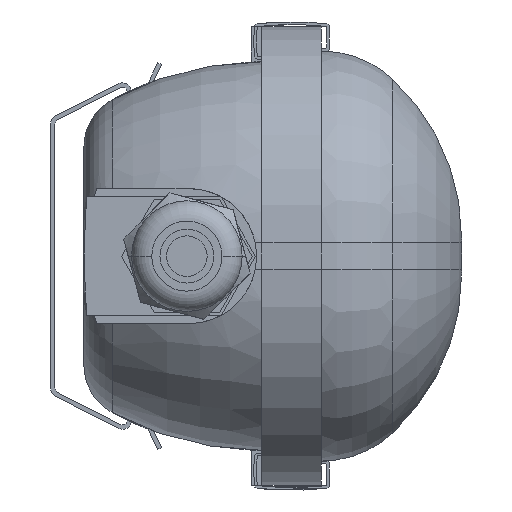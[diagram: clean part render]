
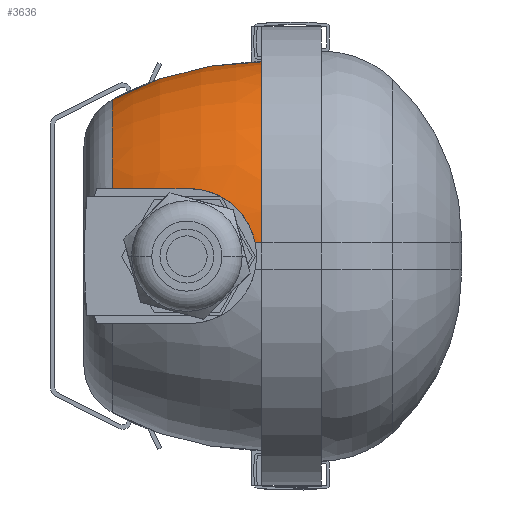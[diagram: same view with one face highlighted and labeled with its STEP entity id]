
A CAD part, left-side view. The second image highlights one B-rep face of the part: STEP entity #3636.
In plain terms, the highlighted toroidal (fillet/blend) face has major radius 24.981 mm and minor radius 58.481 mm.
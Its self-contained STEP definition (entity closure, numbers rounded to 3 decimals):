
#140 = FACE_OUTER_BOUND ( 'NONE', #10904, .T. ) ;
#1180 = DIRECTION ( 'NONE',  ( 0., -1., 0. ) ) ;
#1276 = CIRCLE ( 'NONE', #37170, 58.481 ) ;
#1512 = CARTESIAN_POINT ( 'NONE',  ( -742.982, 5.645, 7.723 ) ) ;
#1632 = CARTESIAN_POINT ( 'NONE',  ( -740.674, 14.079, 12.439 ) ) ;
#2221 = DIRECTION ( 'NONE',  ( 0., 0., 1. ) ) ;
#3421 = CARTESIAN_POINT ( 'NONE',  ( -739.05, 19.818, 12.5 ) ) ;
#3538 = DIRECTION ( 'NONE',  ( 0., -1., 0. ) ) ;
#3636 = ADVANCED_FACE ( 'NONE', ( #140 ), #8175, .T. ) ;
#3698 = CARTESIAN_POINT ( 'NONE',  ( -743.487, 3.253, 2.5 ) ) ;
#4484 = CARTESIAN_POINT ( 'NONE',  ( -734.541, 29.744, 12.5 ) ) ;
#4555 = CARTESIAN_POINT ( 'NONE',  ( -742.723, 6.599, 8.784 ) ) ;
#4690 = CARTESIAN_POINT ( 'NONE',  ( -740.314, 15.5, 12.5 ) ) ;
#6470 = CARTESIAN_POINT ( 'NONE',  ( -738.399, 21.638, 12.5 ) ) ;
#6633 = EDGE_CURVE ( 'NONE', #9624, #17479, #16898, .T. ) ;
#7177 = DIRECTION ( 'NONE',  ( 0., -1., 0. ) ) ;
#7580 = CARTESIAN_POINT ( 'NONE',  ( -742.504, 7.387, 9.516 ) ) ;
#8175 = TOROIDAL_SURFACE ( 'NONE', #19118, -24.981, 58.481 ) ;
#8289 = CARTESIAN_POINT ( 'NONE',  ( -743.5, 2., 2.5 ) ) ;
#9469 = DIRECTION ( 'NONE',  ( 0., 0., -1. ) ) ;
#9490 = CARTESIAN_POINT ( 'NONE',  ( -736.954, 25.236, 12.5 ) ) ;
#9624 = VERTEX_POINT ( 'NONE', #20575 ) ;
#10591 = CARTESIAN_POINT ( 'NONE',  ( -742.107, 8.805, 10.579 ) ) ;
#10757 = CARTESIAN_POINT ( 'NONE',  ( -685.019, 2., 2.5 ) ) ;
#10904 = EDGE_LOOP ( 'NONE', ( #24507, #30784, #18767, #19161, #20581, #28696 ) ) ;
#11290 = VERTEX_POINT ( 'NONE', #8289 ) ;
#12539 = CARTESIAN_POINT ( 'NONE',  ( -734.541, 29.744, 12.5 ) ) ;
#12718 = AXIS2_PLACEMENT_3D ( 'NONE', #25249, #7177, #28287 ) ;
#13294 = CARTESIAN_POINT ( 'NONE',  ( -710., 2., 36. ) ) ;
#13516 = CARTESIAN_POINT ( 'NONE',  ( -743.38, 4.004, 4.922 ) ) ;
#13642 = CARTESIAN_POINT ( 'NONE',  ( -741.762, 10.044, 11.252 ) ) ;
#13804 = DIRECTION ( 'NONE',  ( -1., 0., 0. ) ) ;
#15456 = CARTESIAN_POINT ( 'NONE',  ( -740.004, 16.741, 12.5 ) ) ;
#16493 = CIRCLE ( 'NONE', #12718, 33.5 ) ;
#16514 = VERTEX_POINT ( 'NONE', #13294 ) ;
#16559 = CARTESIAN_POINT ( 'NONE',  ( -743.276, 4.474, 5.9 ) ) ;
#16672 = CARTESIAN_POINT ( 'NONE',  ( -741.492, 11.021, 11.675 ) ) ;
#16898 = CIRCLE ( 'NONE', #18152, 26.5 ) ;
#17479 = VERTEX_POINT ( 'NONE', #4484 ) ;
#18152 = AXIS2_PLACEMENT_3D ( 'NONE', #19308, #1180, #22343 ) ;
#18767 = ORIENTED_EDGE ( 'NONE', *, *, #27108, .F. ) ;
#19118 = AXIS2_PLACEMENT_3D ( 'NONE', #24401, #3538, #9469 ) ;
#19161 = ORIENTED_EDGE ( 'NONE', *, *, #37957, .F. ) ;
#19308 = CARTESIAN_POINT ( 'NONE',  ( -710., 29.744, 2.5 ) ) ;
#19638 = CARTESIAN_POINT ( 'NONE',  ( -743.094, 5.219, 7.147 ) ) ;
#19758 = CARTESIAN_POINT ( 'NONE',  ( -741.037, 12.696, 12.202 ) ) ;
#20340 = DIRECTION ( 'NONE',  ( -1., 0., 0. ) ) ;
#20575 = CARTESIAN_POINT ( 'NONE',  ( -710., 29.744, 29. ) ) ;
#20581 = ORIENTED_EDGE ( 'NONE', *, *, #24980, .T. ) ;
#21544 = CARTESIAN_POINT ( 'NONE',  ( -739.649, 17.978, 12.5 ) ) ;
#22343 = DIRECTION ( 'NONE',  ( 0., 0., -1. ) ) ;
#22529 = CARTESIAN_POINT ( 'NONE',  ( -743.483, 3.399, 3.22 ) ) ;
#22655 = CARTESIAN_POINT ( 'NONE',  ( -742.79, 6.352, 8.526 ) ) ;
#22782 = CARTESIAN_POINT ( 'NONE',  ( -740.491, 14.788, 12.5 ) ) ;
#22975 = AXIS2_PLACEMENT_3D ( 'NONE', #38389, #20340, #2221 ) ;
#23869 = CARTESIAN_POINT ( 'NONE',  ( -740.314, 15.5, 12.5 ) ) ;
#24401 = CARTESIAN_POINT ( 'NONE',  ( -710., 2., 2.5 ) ) ;
#24507 = ORIENTED_EDGE ( 'NONE', *, *, #35987, .F. ) ;
#24559 = CARTESIAN_POINT ( 'NONE',  ( -738.84, 20.427, 12.5 ) ) ;
#24980 = EDGE_CURVE ( 'NONE', #16514, #9624, #30386, .T. ) ;
#25112 = VERTEX_POINT ( 'NONE', #23869 ) ;
#25249 = CARTESIAN_POINT ( 'NONE',  ( -710., 2., 2.5 ) ) ;
#25655 = CARTESIAN_POINT ( 'NONE',  ( -742.58, 7.117, 9.279 ) ) ;
#27108 = EDGE_CURVE ( 'NONE', #11290, #30120, #1276, .T. ) ;
#27573 = CARTESIAN_POINT ( 'NONE',  ( -738.168, 22.238, 12.5 ) ) ;
#28287 = DIRECTION ( 'NONE',  ( 0., 0., -1. ) ) ;
#28311 = CARTESIAN_POINT ( 'NONE',  ( -743.487, 3.253, 2.5 ) ) ;
#28687 = CARTESIAN_POINT ( 'NONE',  ( -742.272, 8.22, 10.186 ) ) ;
#28696 = ORIENTED_EDGE ( 'NONE', *, *, #6633, .T. ) ;
#30120 = VERTEX_POINT ( 'NONE', #3698 ) ;
#30386 = CIRCLE ( 'NONE', #22975, 58.481 ) ;
#30592 = CARTESIAN_POINT ( 'NONE',  ( -735.825, 27.538, 12.5 ) ) ;
#30784 = ORIENTED_EDGE ( 'NONE', *, *, #31674, .F. ) ;
#31574 = CARTESIAN_POINT ( 'NONE',  ( -743.455, 3.607, 3.914 ) ) ;
#31674 = EDGE_CURVE ( 'NONE', #30120, #25112, #35527, .T. ) ;
#31701 = CARTESIAN_POINT ( 'NONE',  ( -741.849, 9.729, 11.094 ) ) ;
#31855 = DIRECTION ( 'NONE',  ( 0., 0., -1. ) ) ;
#32611 = B_SPLINE_CURVE_WITH_KNOTS ( 'NONE', 3,
 ( #36548, #15456, #21544, #3421, #24559, #6470, #27573, #9490, #30592, #12539 ),
 .UNSPECIFIED., .F., .F.,
 ( 4, 2, 2, 2, 4 ),
 ( 0.236, 0.24, 0.242, 0.244, 0.252 ),
 .UNSPECIFIED. ) ;
#34610 = CARTESIAN_POINT ( 'NONE',  ( -743.349, 4.151, 5.252 ) ) ;
#34733 = CARTESIAN_POINT ( 'NONE',  ( -741.583, 10.691, 11.543 ) ) ;
#35527 = B_SPLINE_CURVE_WITH_KNOTS ( 'NONE', 3,
 ( #28311, #22529, #31574, #13516, #34610, #16559, #37669, #19638, #1512, #22655, #4555, #25655, #7580, #28687, #10591, #31701, #13642, #34733, #16672, #37805, #19758, #1632, #22782, #4690 ),
 .UNSPECIFIED., .F., .F.,
 ( 4, 2, 2, 2, 2, 2, 2, 2, 2, 2, 2, 4 ),
 ( 0., 0.002, 0.003, 0.004, 0.007, 0.008, 0.009, 0.011, 0.012, 0.013, 0.015, 0.017 ),
 .UNSPECIFIED. ) ;
#35987 = EDGE_CURVE ( 'NONE', #25112, #17479, #32611, .T. ) ;
#36548 = CARTESIAN_POINT ( 'NONE',  ( -740.314, 15.5, 12.5 ) ) ;
#37170 = AXIS2_PLACEMENT_3D ( 'NONE', #10757, #31855, #13804 ) ;
#37669 = CARTESIAN_POINT ( 'NONE',  ( -743.234, 4.651, 6.219 ) ) ;
#37805 = CARTESIAN_POINT ( 'NONE',  ( -741.22, 12.018, 12.026 ) ) ;
#37957 = EDGE_CURVE ( 'NONE', #16514, #11290, #16493, .T. ) ;
#38389 = CARTESIAN_POINT ( 'NONE',  ( -710., 2., -22.481 ) ) ;
